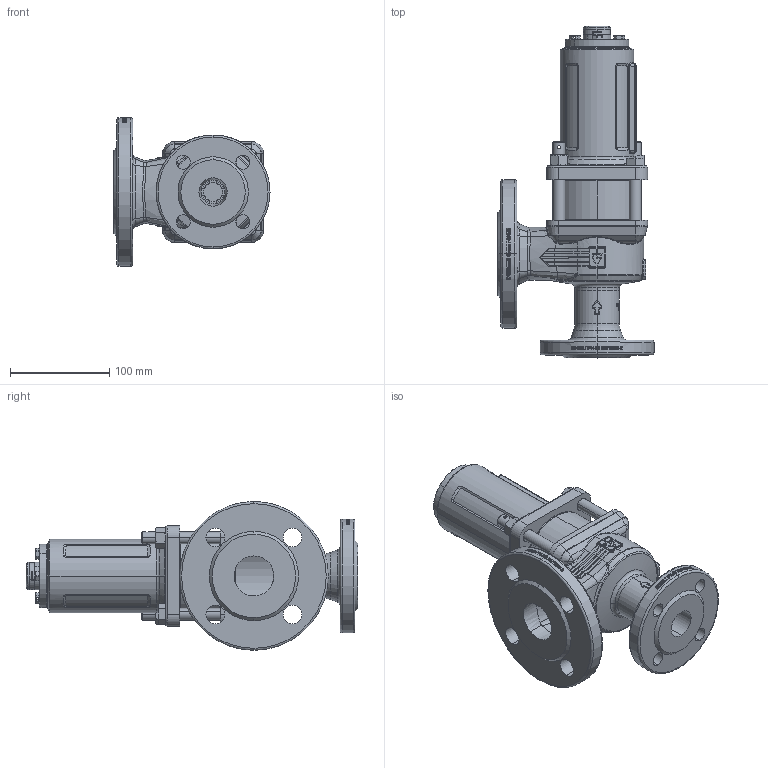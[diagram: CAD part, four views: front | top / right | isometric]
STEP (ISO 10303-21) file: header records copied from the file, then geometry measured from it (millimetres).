
FILE_DESCRIPTION (( 'STEP AP214' ), '1' );
FILE_NAME ('355TBGFO_25_FLFL_2540_MD.STEP', '2020-07-22T13:56:34', ( '' ), ( '' ), 'SwSTEP 2.0', 'SolidWorks 2020', '' );
FILE_SCHEMA (( 'AUTOMOTIVE_DESIGN' ));
Length unit declared in the file: millimetre
Products named in the file (1): 355TBGFO_25_FLFL_2540_MD
Bounding box: 157.5 x 335 x 150 mm (x, y, z)
Volume: 1212703.3 mm3; surface area: 294583.8 mm2
Topology: 16 solids, 16 shells, 1827 faces, 5072 edges, 3463 vertices
Faces by surface type: bspline 596, plane 505, cylinder 488, cone 166, torus 69, sphere 3
Entity records: 150360 total; most frequent: CARTESIAN_POINT 87557, ORIENTED_EDGE 10078, DIRECTION 7051, EDGE_CURVE 5039, VERTEX_POINT 3462, AXIS2_PLACEMENT_3D 2777, EDGE_LOOP 2107, B_SPLINE_CURVE_WITH_KNOTS 1974
